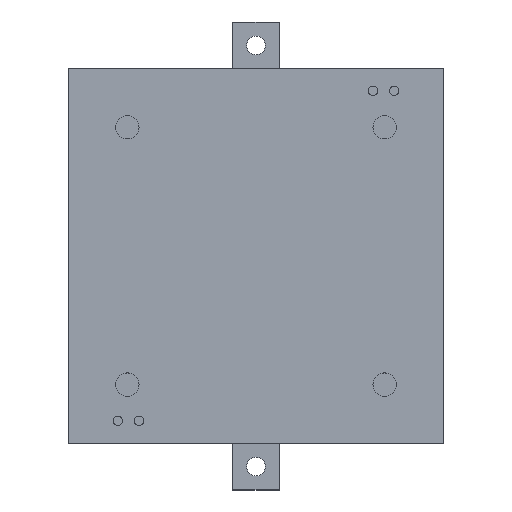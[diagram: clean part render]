
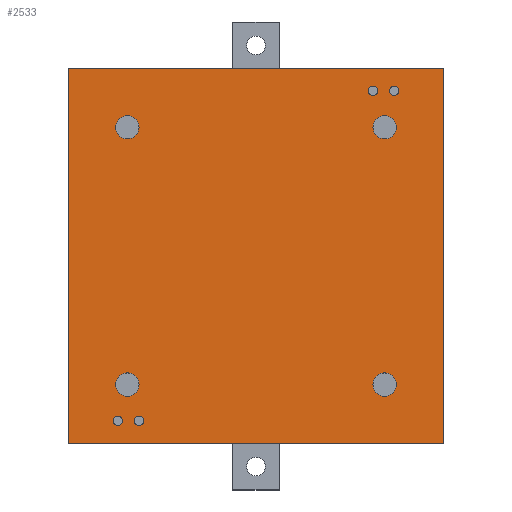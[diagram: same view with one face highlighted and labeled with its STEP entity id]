
A CAD part, top view. The second image highlights one B-rep face of the part: STEP entity #2533.
In plain terms, the highlighted planar face has unit normal (0, 0, 1).
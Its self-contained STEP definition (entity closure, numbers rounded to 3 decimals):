
#313=LINE('',#3951,#617);
#316=LINE('',#3956,#620);
#318=LINE('',#3960,#622);
#320=LINE('',#3963,#624);
#617=VECTOR('',#3270,16.);
#620=VECTOR('',#3275,16.);
#622=VECTOR('',#3279,16.);
#624=VECTOR('',#3283,16.);
#737=PLANE('',#2683);
#763=FACE_BOUND('',#1044,.T.);
#764=FACE_BOUND('',#1045,.T.);
#765=FACE_BOUND('',#1046,.T.);
#766=FACE_BOUND('',#1047,.T.);
#767=FACE_BOUND('',#1048,.T.);
#768=FACE_BOUND('',#1049,.T.);
#769=FACE_BOUND('',#1050,.T.);
#770=FACE_BOUND('',#1051,.T.);
#894=FACE_OUTER_BOUND('',#1043,.T.);
#1043=EDGE_LOOP('',(#2270,#2271,#2272,#2273));
#1044=EDGE_LOOP('',(#2274));
#1045=EDGE_LOOP('',(#2275));
#1046=EDGE_LOOP('',(#2276));
#1047=EDGE_LOOP('',(#2277));
#1048=EDGE_LOOP('',(#2278));
#1049=EDGE_LOOP('',(#2279));
#1050=EDGE_LOOP('',(#2280));
#1051=EDGE_LOOP('',(#2281));
#1057=CIRCLE('',#2563,0.5);
#1059=CIRCLE('',#2566,0.5);
#1061=CIRCLE('',#2569,0.5);
#1063=CIRCLE('',#2572,0.5);
#1065=CIRCLE('',#2575,0.2);
#1067=CIRCLE('',#2579,0.2);
#1069=CIRCLE('',#2583,0.2);
#1071=CIRCLE('',#2587,0.2);
#1137=VERTEX_POINT('',#3449);
#1139=VERTEX_POINT('',#3454);
#1141=VERTEX_POINT('',#3459);
#1143=VERTEX_POINT('',#3464);
#1145=VERTEX_POINT('',#3469);
#1147=VERTEX_POINT('',#3475);
#1149=VERTEX_POINT('',#3481);
#1151=VERTEX_POINT('',#3487);
#1297=VERTEX_POINT('',#3949);
#1298=VERTEX_POINT('',#3950);
#1299=VERTEX_POINT('',#3955);
#1300=VERTEX_POINT('',#3959);
#1378=EDGE_CURVE('',#1137,#1137,#1057,.T.);
#1380=EDGE_CURVE('',#1139,#1139,#1059,.T.);
#1382=EDGE_CURVE('',#1141,#1141,#1061,.T.);
#1384=EDGE_CURVE('',#1143,#1143,#1063,.T.);
#1386=EDGE_CURVE('',#1145,#1145,#1065,.T.);
#1388=EDGE_CURVE('',#1147,#1147,#1067,.T.);
#1390=EDGE_CURVE('',#1149,#1149,#1069,.T.);
#1392=EDGE_CURVE('',#1151,#1151,#1071,.T.);
#1620=EDGE_CURVE('',#1297,#1298,#313,.T.);
#1623=EDGE_CURVE('',#1298,#1299,#316,.T.);
#1625=EDGE_CURVE('',#1299,#1300,#318,.T.);
#1627=EDGE_CURVE('',#1300,#1297,#320,.T.);
#2270=ORIENTED_EDGE('',*,*,#1620,.F.);
#2271=ORIENTED_EDGE('',*,*,#1627,.F.);
#2272=ORIENTED_EDGE('',*,*,#1625,.F.);
#2273=ORIENTED_EDGE('',*,*,#1623,.F.);
#2274=ORIENTED_EDGE('',*,*,#1378,.T.);
#2275=ORIENTED_EDGE('',*,*,#1380,.T.);
#2276=ORIENTED_EDGE('',*,*,#1382,.T.);
#2277=ORIENTED_EDGE('',*,*,#1384,.T.);
#2278=ORIENTED_EDGE('',*,*,#1386,.T.);
#2279=ORIENTED_EDGE('',*,*,#1388,.T.);
#2280=ORIENTED_EDGE('',*,*,#1390,.T.);
#2281=ORIENTED_EDGE('',*,*,#1392,.T.);
#2533=ADVANCED_FACE('',(#894,#763,#764,#765,#766,#767,#768,#769,#770),#737,
 .T.);
#2563=AXIS2_PLACEMENT_3D('',#3450,#2813,#2814);
#2566=AXIS2_PLACEMENT_3D('',#3455,#2819,#2820);
#2569=AXIS2_PLACEMENT_3D('',#3460,#2825,#2826);
#2572=AXIS2_PLACEMENT_3D('',#3465,#2831,#2832);
#2575=AXIS2_PLACEMENT_3D('',#3470,#2837,#2838);
#2579=AXIS2_PLACEMENT_3D('',#3476,#2845,#2846);
#2583=AXIS2_PLACEMENT_3D('',#3482,#2853,#2854);
#2587=AXIS2_PLACEMENT_3D('',#3488,#2861,#2862);
#2683=AXIS2_PLACEMENT_3D('',#3964,#3284,#3285);
#2813=DIRECTION('center_axis',(0.,0.,-1.));
#2814=DIRECTION('ref_axis',(-1.,0.,0.));
#2819=DIRECTION('center_axis',(0.,0.,-1.));
#2820=DIRECTION('ref_axis',(-1.,0.,0.));
#2825=DIRECTION('center_axis',(0.,0.,-1.));
#2826=DIRECTION('ref_axis',(-1.,0.,0.));
#2831=DIRECTION('center_axis',(0.,0.,-1.));
#2832=DIRECTION('ref_axis',(-1.,0.,0.));
#2837=DIRECTION('center_axis',(0.,0.,-1.));
#2838=DIRECTION('ref_axis',(-1.,0.,0.));
#2845=DIRECTION('center_axis',(0.,0.,-1.));
#2846=DIRECTION('ref_axis',(-1.,0.,0.));
#2853=DIRECTION('center_axis',(0.,0.,-1.));
#2854=DIRECTION('ref_axis',(-1.,0.,0.));
#2861=DIRECTION('center_axis',(0.,0.,-1.));
#2862=DIRECTION('ref_axis',(-1.,0.,0.));
#3270=DIRECTION('',(0.,-1.,0.));
#3275=DIRECTION('',(-1.,0.,0.));
#3279=DIRECTION('',(0.,1.,0.));
#3283=DIRECTION('',(1.,0.,0.));
#3284=DIRECTION('center_axis',(0.,0.,1.));
#3285=DIRECTION('ref_axis',(1.,0.,0.));
#3449=CARTESIAN_POINT('',(14.,-10.493,2.5));
#3450=CARTESIAN_POINT('Origin',(13.5,-10.493,2.5));
#3454=CARTESIAN_POINT('',(3.,-10.493,2.5));
#3455=CARTESIAN_POINT('Origin',(2.5,-10.493,2.5));
#3459=CARTESIAN_POINT('',(3.,-21.493,2.5));
#3460=CARTESIAN_POINT('Origin',(2.5,-21.493,2.5));
#3464=CARTESIAN_POINT('',(14.,-21.493,2.5));
#3465=CARTESIAN_POINT('Origin',(13.5,-21.493,2.5));
#3469=CARTESIAN_POINT('',(2.3,-23.043,2.5));
#3470=CARTESIAN_POINT('Origin',(2.1,-23.043,2.5));
#3475=CARTESIAN_POINT('',(3.2,-23.043,2.5));
#3476=CARTESIAN_POINT('Origin',(3.,-23.043,2.5));
#3481=CARTESIAN_POINT('',(13.2,-8.943,2.5));
#3482=CARTESIAN_POINT('Origin',(13.,-8.943,2.5));
#3487=CARTESIAN_POINT('',(14.1,-8.943,2.5));
#3488=CARTESIAN_POINT('Origin',(13.9,-8.943,2.5));
#3949=CARTESIAN_POINT('',(16.,-7.993,2.5));
#3950=CARTESIAN_POINT('',(16.,-23.993,2.5));
#3951=CARTESIAN_POINT('',(16.,-7.993,2.5));
#3955=CARTESIAN_POINT('',(0.,-23.993,2.5));
#3956=CARTESIAN_POINT('',(16.,-23.993,2.5));
#3959=CARTESIAN_POINT('',(0.,-7.993,2.5));
#3960=CARTESIAN_POINT('',(0.,-23.993,2.5));
#3963=CARTESIAN_POINT('',(0.,-7.993,2.5));
#3964=CARTESIAN_POINT('Origin',(8.,-15.993,2.5));
